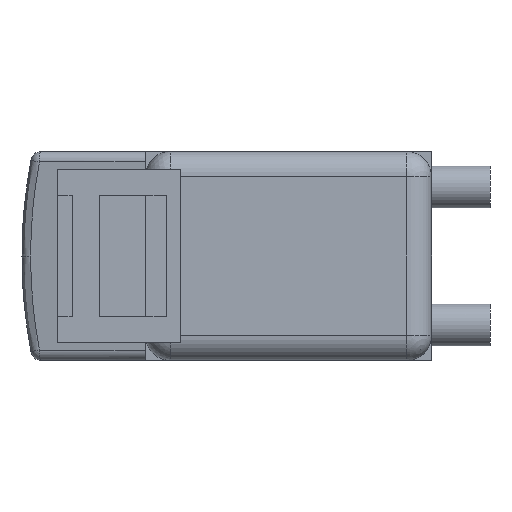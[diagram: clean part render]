
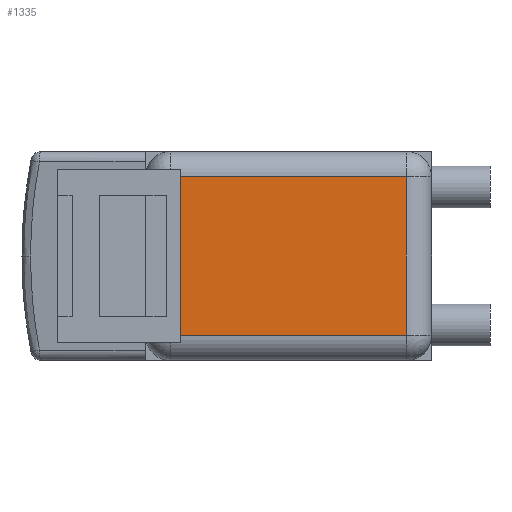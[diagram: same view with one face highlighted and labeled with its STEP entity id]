
A CAD part, left-side view. The second image highlights one B-rep face of the part: STEP entity #1335.
In plain terms, the highlighted planar face has unit normal (-1, 0, 0).
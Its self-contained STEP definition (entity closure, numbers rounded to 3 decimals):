
#65=PLANE('',#1509);
#143=LINE('',#2292,#259);
#144=LINE('',#2294,#260);
#145=LINE('',#2296,#261);
#146=LINE('',#2297,#262);
#259=VECTOR('',#1793,11.3);
#260=VECTOR('',#1794,7.6);
#261=VECTOR('',#1795,11.3);
#262=VECTOR('',#1796,7.6);
#378=FACE_OUTER_BOUND('',#466,.T.);
#466=EDGE_LOOP('',(#1077,#1078,#1079,#1080));
#662=VERTEX_POINT('',#2290);
#663=VERTEX_POINT('',#2291);
#664=VERTEX_POINT('',#2293);
#665=VERTEX_POINT('',#2295);
#808=EDGE_CURVE('',#662,#663,#143,.T.);
#809=EDGE_CURVE('',#663,#664,#144,.T.);
#810=EDGE_CURVE('',#664,#665,#145,.T.);
#811=EDGE_CURVE('',#665,#662,#146,.T.);
#1077=ORIENTED_EDGE('',*,*,#808,.T.);
#1078=ORIENTED_EDGE('',*,*,#809,.T.);
#1079=ORIENTED_EDGE('',*,*,#810,.T.);
#1080=ORIENTED_EDGE('',*,*,#811,.T.);
#1335=ADVANCED_FACE('',(#378),#65,.T.);
#1509=AXIS2_PLACEMENT_3D('',#2289,#1791,#1792);
#1791=DIRECTION('center_axis',(-1.,0.,0.));
#1792=DIRECTION('ref_axis',(0.,0.,1.));
#1793=DIRECTION('',(0.,1.,0.));
#1794=DIRECTION('',(0.,0.,-1.));
#1795=DIRECTION('',(0.,-1.,0.));
#1796=DIRECTION('',(0.,0.,1.));
#2289=CARTESIAN_POINT('Origin',(-27.,0.,-5.));
#2290=CARTESIAN_POINT('',(-27.,1.2,3.8));
#2291=CARTESIAN_POINT('',(-27.,12.5,3.8));
#2292=CARTESIAN_POINT('',(-27.,1.2,3.8));
#2293=CARTESIAN_POINT('',(-27.,12.5,-3.8));
#2294=CARTESIAN_POINT('',(-27.,12.5,3.8));
#2295=CARTESIAN_POINT('',(-27.,1.2,-3.8));
#2296=CARTESIAN_POINT('',(-27.,12.5,-3.8));
#2297=CARTESIAN_POINT('',(-27.,1.2,-3.8));
